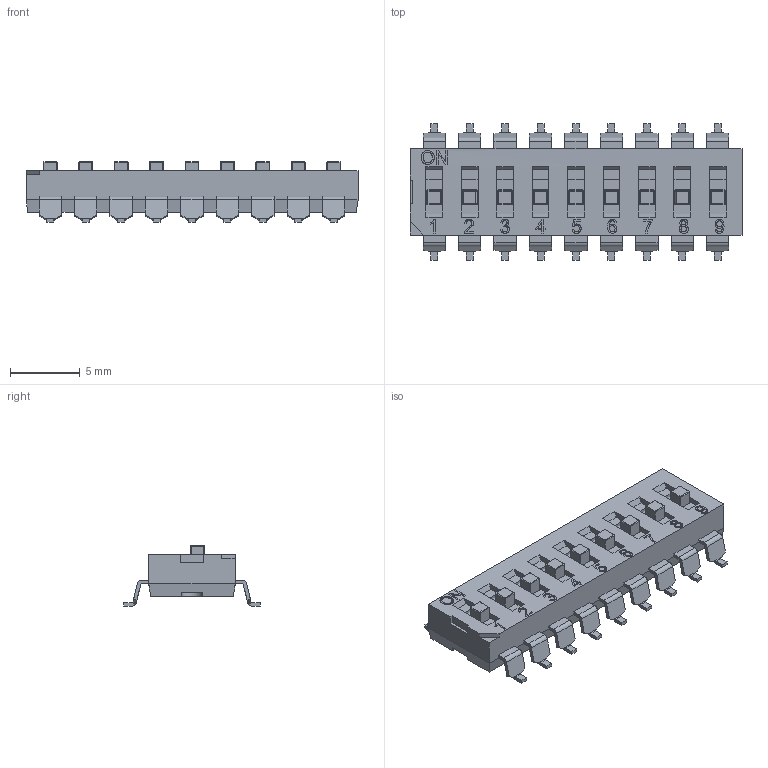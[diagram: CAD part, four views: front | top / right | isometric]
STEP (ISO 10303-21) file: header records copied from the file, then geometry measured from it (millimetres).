
FILE_DESCRIPTION(/* description */ (''),/* implementation_level */ '2;1');
FILE_NAME(/* name */ 'SMD DIP SWITCH 9P.step',/* time_stamp */ '2021-04-01T12:33:20+02:00',/* author */ (''),/* organization */ (''),/* preprocessor_version */ 'ST-DEVELOPER v18.1',/* originating_system */ 'Autodesk Translation Framework v9.10.0.1330',/* authorisation */ '');
FILE_SCHEMA (('AUTOMOTIVE_DESIGN { 1 0 10303 214 3 1 1 }'));
Length unit declared in the file: millimetre
Products named in the file (1): SMD DIP SWITCH 9P
Bounding box: 23.8 x 9.8 x 4.32 mm (x, y, z)
Volume: 463.2 mm3; surface area: 988.6 mm2
Topology: 28 solids, 28 shells, 1610 faces, 4335 edges, 2730 vertices
Faces by surface type: plane 984, cylinder 488, bspline 66, torus 36, sphere 36
Full cylindrical faces by diameter (mm): 0.57 x9, 0.6 x27, 2.4 x1
Entity records: 52667 total; most frequent: CARTESIAN_POINT 11844, ORIENTED_EDGE 8670, DIRECTION 8273, EDGE_CURVE 4335, LINE 3151, VECTOR 3151, VERTEX_POINT 2730, AXIS2_PLACEMENT_3D 2561
